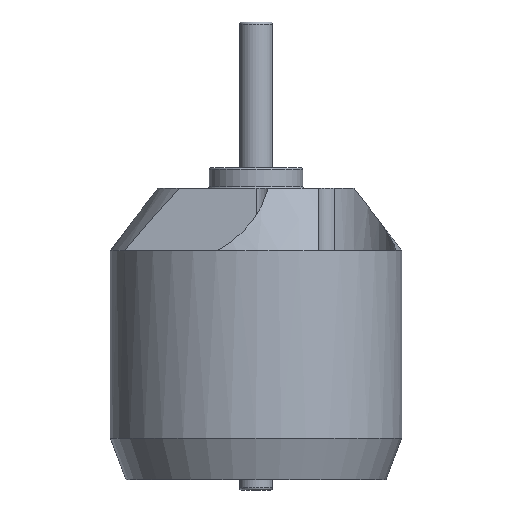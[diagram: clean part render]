
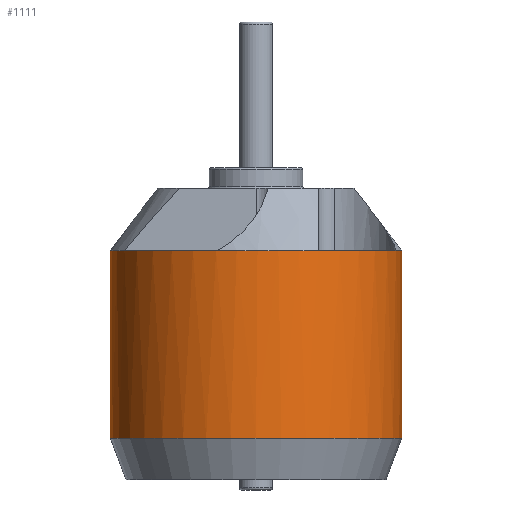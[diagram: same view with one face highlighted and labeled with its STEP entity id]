
A CAD part, front view. The second image highlights one B-rep face of the part: STEP entity #1111.
In plain terms, the highlighted cylindrical face has radius 14 mm (diameter 28 mm), a full revolution.
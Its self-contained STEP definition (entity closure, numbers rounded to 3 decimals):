
#566=CARTESIAN_POINT('',(6.,-12.649,23.));
#567=VERTEX_POINT('',#566);
#604=CARTESIAN_POINT('',(13.463,-3.839,23.));
#605=VERTEX_POINT('',#604);
#661=CARTESIAN_POINT('',(0.0,0.0,23.));
#662=DIRECTION('',(0.0,0.0,-1.0));
#663=DIRECTION('',(-1.0,0.0,0.0));
#664=AXIS2_PLACEMENT_3D('',#661,#662,#663);
#665=CIRCLE('',#664,14.0);
#666=EDGE_CURVE('',#605,#567,#665,.T.);
#679=CARTESIAN_POINT('',(-6.,12.649,23.));
#680=VERTEX_POINT('',#679);
#717=CARTESIAN_POINT('',(-13.463,3.839,23.));
#718=VERTEX_POINT('',#717);
#775=CARTESIAN_POINT('',(0.0,0.0,23.));
#776=DIRECTION('',(0.0,0.0,-1.0));
#777=DIRECTION('',(-1.0,0.0,0.0));
#778=AXIS2_PLACEMENT_3D('',#775,#776,#777);
#779=CIRCLE('',#778,14.0);
#780=EDGE_CURVE('',#718,#680,#779,.T.);
#792=CARTESIAN_POINT('',(12.649,6.,23.));
#793=VERTEX_POINT('',#792);
#830=CARTESIAN_POINT('',(3.839,13.463,23.));
#831=VERTEX_POINT('',#830);
#888=CARTESIAN_POINT('',(0.0,0.0,23.));
#889=DIRECTION('',(0.0,0.0,-1.0));
#890=DIRECTION('',(-1.0,0.0,0.0));
#891=AXIS2_PLACEMENT_3D('',#888,#889,#890);
#892=CIRCLE('',#891,14.0);
#893=EDGE_CURVE('',#831,#793,#892,.T.);
#905=CARTESIAN_POINT('',(-12.649,-6.,23.));
#906=VERTEX_POINT('',#905);
#943=CARTESIAN_POINT('',(-3.839,-13.463,23.));
#944=VERTEX_POINT('',#943);
#1001=CARTESIAN_POINT('',(0.0,0.0,23.));
#1002=DIRECTION('',(0.0,0.0,-1.0));
#1003=DIRECTION('',(-1.0,0.0,0.0));
#1004=AXIS2_PLACEMENT_3D('',#1001,#1002,#1003);
#1005=CIRCLE('',#1004,14.0);
#1006=EDGE_CURVE('',#944,#906,#1005,.T.);
#1019=CARTESIAN_POINT('',(0.0,0.0,23.));
#1020=DIRECTION('',(0.0,0.0,-1.0));
#1021=DIRECTION('',(-1.0,0.0,0.0));
#1022=AXIS2_PLACEMENT_3D('',#1019,#1020,#1021);
#1023=CIRCLE('',#1022,14.0);
#1024=EDGE_CURVE('',#906,#718,#1023,.T.);
#1039=CARTESIAN_POINT('',(0.0,0.0,23.));
#1040=DIRECTION('',(0.0,0.0,-1.0));
#1041=DIRECTION('',(-1.0,0.0,0.0));
#1042=AXIS2_PLACEMENT_3D('',#1039,#1040,#1041);
#1043=CIRCLE('',#1042,14.0);
#1044=EDGE_CURVE('',#680,#831,#1043,.T.);
#1055=CARTESIAN_POINT('',(0.0,0.0,23.));
#1056=DIRECTION('',(0.0,0.0,-1.0));
#1057=DIRECTION('',(-1.0,0.0,0.0));
#1058=AXIS2_PLACEMENT_3D('',#1055,#1056,#1057);
#1059=CIRCLE('',#1058,14.0);
#1060=EDGE_CURVE('',#793,#605,#1059,.T.);
#1075=CARTESIAN_POINT('',(0.0,0.0,23.));
#1076=DIRECTION('',(0.0,0.0,-1.0));
#1077=DIRECTION('',(-1.0,0.0,0.0));
#1078=AXIS2_PLACEMENT_3D('',#1075,#1076,#1077);
#1079=CIRCLE('',#1078,14.0);
#1080=EDGE_CURVE('',#567,#944,#1079,.T.);
#1085=CARTESIAN_POINT('',(0.0,0.0,14.));
#1086=DIRECTION('',(0.0,0.0,-1.0));
#1087=DIRECTION('',(-1.0,0.0,0.0));
#1088=AXIS2_PLACEMENT_3D('',#1085,#1086,#1087);
#1089=CYLINDRICAL_SURFACE('',#1088,14.);
#1090=CARTESIAN_POINT('',(-14.,0.0,5.));
#1091=VERTEX_POINT('',#1090);
#1092=CARTESIAN_POINT('',(0.0,0.0,5.0));
#1093=DIRECTION('',(0.0,0.0,-1.0));
#1094=DIRECTION('',(-1.0,0.0,0.0));
#1095=AXIS2_PLACEMENT_3D('',#1092,#1093,#1094);
#1096=CIRCLE('',#1095,14.);
#1097=EDGE_CURVE('',#1091,#1091,#1096,.T.);
#1098=ORIENTED_EDGE('',*,*,#1097,.F.);
#1099=EDGE_LOOP('',(#1098));
#1100=FACE_OUTER_BOUND('',#1099,.T.);
#1101=ORIENTED_EDGE('',*,*,#1024,.T.);
#1102=ORIENTED_EDGE('',*,*,#780,.T.);
#1103=ORIENTED_EDGE('',*,*,#1044,.T.);
#1104=ORIENTED_EDGE('',*,*,#893,.T.);
#1105=ORIENTED_EDGE('',*,*,#1060,.T.);
#1106=ORIENTED_EDGE('',*,*,#666,.T.);
#1107=ORIENTED_EDGE('',*,*,#1080,.T.);
#1108=ORIENTED_EDGE('',*,*,#1006,.T.);
#1109=EDGE_LOOP('',(#1101,#1102,#1103,#1104,#1105,#1106,#1107,#1108));
#1110=FACE_BOUND('',#1109,.T.);
#1111=ADVANCED_FACE('',(#1100,#1110),#1089,.T.);
